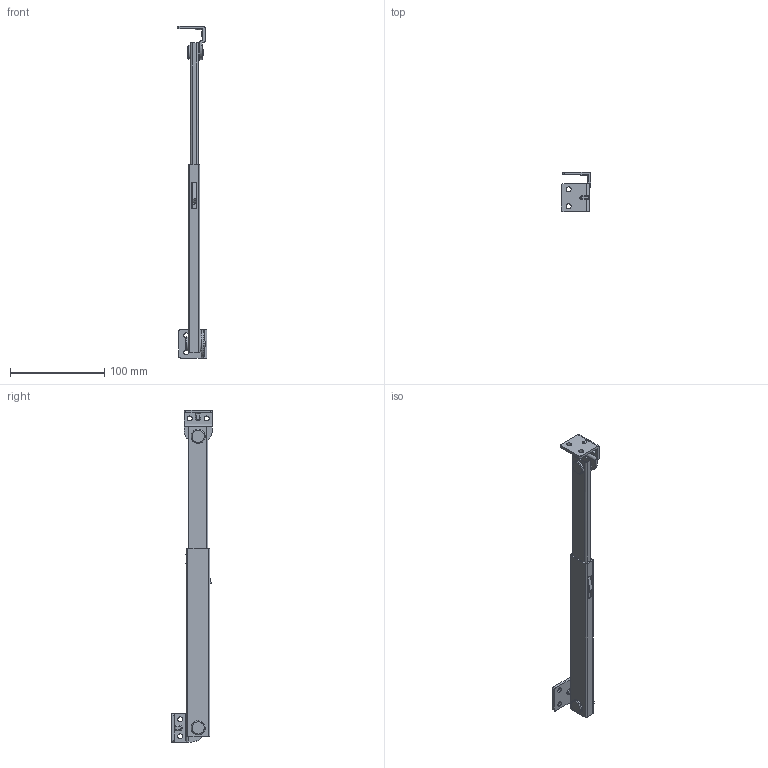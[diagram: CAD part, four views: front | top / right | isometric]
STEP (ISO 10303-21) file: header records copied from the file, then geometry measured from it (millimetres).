
FILE_DESCRIPTION((''),'2;1');
FILE_NAME('','2005-04-20T11:57:04',(''),(''),'','CADfix','');
FILE_SCHEMA(('AUTOMOTIVE_DESIGN'));
Length unit declared in the file: millimetre
Products named in the file (11): rivet_3_mr; rivet_2_mr; rivet_1_mr; bracket_A_mr; washer_2_mr; washer_1_mr; stopper_mr; bracket_B_mr; arm_B_mr; arm_A_mr; TM_70A_1L_4087_36
Assembly tree (12 placements, depth 2):
  TM_70A_1L_4087_36
    rivet_3_mr
    rivet_2_mr
    rivet_1_mr
    bracket_A_mr  x2
    washer_2_mr  x2
    washer_1_mr
    stopper_mr
    bracket_B_mr
    arm_B_mr
    arm_A_mr
Bounding box: 31.7 x 43 x 353 mm (x, y, z)
Volume: 50219.1 mm3; surface area: 58444.9 mm2
Topology: 12 solids, 12 shells, 282 faces, 855 edges, 604 vertices
Faces by surface type: bspline 282
Entity records: 8033 total; most frequent: CARTESIAN_POINT 4080, ORIENTED_EDGE 1330, EDGE_CURVE 665, VERTEX_POINT 472, QUASI_UNIFORM_CURVE 299, EDGE_LOOP 265, FACE_OUTER_BOUND 220, ADVANCED_FACE 220
